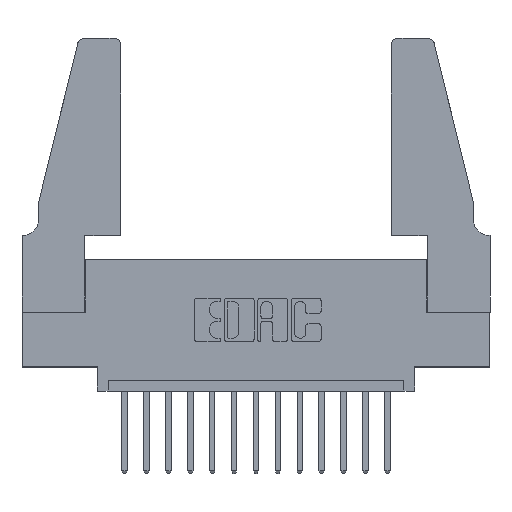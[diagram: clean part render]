
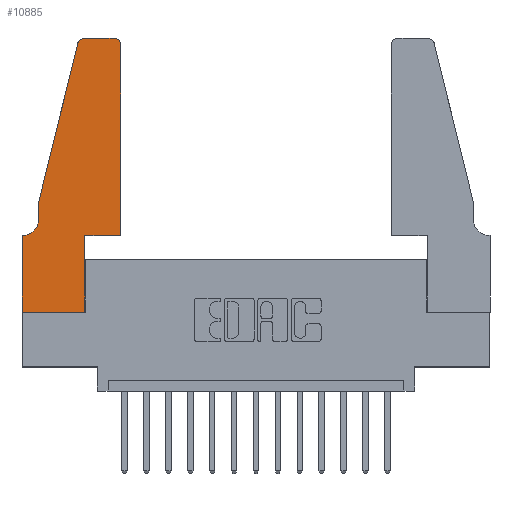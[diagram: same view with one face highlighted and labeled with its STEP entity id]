
A CAD part, top view. The second image highlights one B-rep face of the part: STEP entity #10885.
In plain terms, the highlighted planar face has unit normal (0, 0, 1).
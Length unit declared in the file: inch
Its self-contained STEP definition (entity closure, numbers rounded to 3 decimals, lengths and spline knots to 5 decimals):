
#49 = FACE_OUTER_BOUND ( 'NONE', #10205, .T. ) ;
#736 = LINE ( 'NONE', #13793, #5355 ) ;
#778 = DIRECTION ( 'NONE',  ( 1., 0., 0. ) ) ;
#814 = DIRECTION ( 'NONE',  ( 1., 0., 0. ) ) ;
#1026 = VECTOR ( 'NONE', #13993, 39.37008 ) ;
#1124 = CARTESIAN_POINT ( 'NONE',  ( 0., 0.35, 0.37 ) ) ;
#1285 = LINE ( 'NONE', #12293, #13648 ) ;
#1323 = CIRCLE ( 'NONE', #15452, 0.07 ) ;
#1448 = LINE ( 'NONE', #8272, #3382 ) ;
#1534 = VERTEX_POINT ( 'NONE', #3832 ) ;
#2052 = CARTESIAN_POINT ( 'NONE',  ( 0.25487, 1.22718, 0.37 ) ) ;
#2438 = EDGE_CURVE ( 'NONE', #13197, #8328, #1323, .T. ) ;
#2787 = EDGE_CURVE ( 'NONE', #8328, #15003, #8034, .T. ) ;
#2808 = VERTEX_POINT ( 'NONE', #7996 ) ;
#3237 = CARTESIAN_POINT ( 'NONE',  ( 0.4505, 0.35, 0.37 ) ) ;
#3382 = VECTOR ( 'NONE', #9551, 39.37008 ) ;
#3394 = ORIENTED_EDGE ( 'NONE', *, *, #7349, .T. ) ;
#3659 = EDGE_CURVE ( 'NONE', #2808, #10442, #5421, .T. ) ;
#3827 = DIRECTION ( 'NONE',  ( 0., 0., -1. ) ) ;
#3832 = CARTESIAN_POINT ( 'NONE',  ( 0.0755, 0.5, 0.37 ) ) ;
#3862 = CARTESIAN_POINT ( 'NONE',  ( 0.0755, 0.42, 0.37 ) ) ;
#4129 = VECTOR ( 'NONE', #5507, 39.37008 ) ;
#4280 = EDGE_CURVE ( 'NONE', #13830, #2808, #10847, .T. ) ;
#4302 = ORIENTED_EDGE ( 'NONE', *, *, #2787, .T. ) ;
#4516 = ORIENTED_EDGE ( 'NONE', *, *, #15014, .T. ) ;
#4641 = AXIS2_PLACEMENT_3D ( 'NONE', #8858, #7523, #7843 ) ;
#4786 = AXIS2_PLACEMENT_3D ( 'NONE', #11859, #6824, #778 ) ;
#4834 = ORIENTED_EDGE ( 'NONE', *, *, #8680, .T. ) ;
#4889 = DIRECTION ( 'NONE',  ( 0., -1., 0. ) ) ;
#4905 = VERTEX_POINT ( 'NONE', #7517 ) ;
#5129 = EDGE_CURVE ( 'NONE', #14133, #5452, #6723, .T. ) ;
#5320 = EDGE_CURVE ( 'NONE', #8140, #14133, #736, .T. ) ;
#5355 = VECTOR ( 'NONE', #12425, 39.37008 ) ;
#5421 = CIRCLE ( 'NONE', #4786, 0.03 ) ;
#5447 = CARTESIAN_POINT ( 'NONE',  ( 0.0755, 0.5, 0.37 ) ) ;
#5452 = VERTEX_POINT ( 'NONE', #10259 ) ;
#5507 = DIRECTION ( 'NONE',  ( 0., 1., 0. ) ) ;
#6265 = ORIENTED_EDGE ( 'NONE', *, *, #2438, .T. ) ;
#6502 = CARTESIAN_POINT ( 'NONE',  ( 0., 0., 0.37 ) ) ;
#6580 = CARTESIAN_POINT ( 'NONE',  ( 0.0755, 0.35, 0.37 ) ) ;
#6723 = LINE ( 'NONE', #3237, #13917 ) ;
#6824 = DIRECTION ( 'NONE',  ( 0., 0., 1. ) ) ;
#6839 = CIRCLE ( 'NONE', #4641, 0.03 ) ;
#6881 = VECTOR ( 'NONE', #12792, 39.37008 ) ;
#6895 = LINE ( 'NONE', #5447, #10589 ) ;
#6957 = CARTESIAN_POINT ( 'NONE',  ( 0., 0.35, 0.37 ) ) ;
#7052 = VERTEX_POINT ( 'NONE', #11393 ) ;
#7164 = ORIENTED_EDGE ( 'NONE', *, *, #5320, .T. ) ;
#7349 = EDGE_CURVE ( 'NONE', #1534, #13197, #1448, .T. ) ;
#7517 = CARTESIAN_POINT ( 'NONE',  ( 0., 0., 0.37 ) ) ;
#7523 = DIRECTION ( 'NONE',  ( 0., 0., 1. ) ) ;
#7557 = CARTESIAN_POINT ( 'NONE',  ( 0.0055, 0.42, 0.37 ) ) ;
#7843 = DIRECTION ( 'NONE',  ( 1., 0., 0. ) ) ;
#7996 = CARTESIAN_POINT ( 'NONE',  ( 0.284, 1.25, 0.37 ) ) ;
#8034 = LINE ( 'NONE', #6580, #6881 ) ;
#8041 = PLANE ( 'NONE',  #8798 ) ;
#8112 = VECTOR ( 'NONE', #10776, 39.37008 ) ;
#8140 = VERTEX_POINT ( 'NONE', #12891 ) ;
#8228 = CARTESIAN_POINT ( 'NONE',  ( 0.2605, 1.25, 0.37 ) ) ;
#8272 = CARTESIAN_POINT ( 'NONE',  ( 0.0755, 0.5, 0.37 ) ) ;
#8328 = VERTEX_POINT ( 'NONE', #14387 ) ;
#8536 = ORIENTED_EDGE ( 'NONE', *, *, #3659, .T. ) ;
#8680 = EDGE_CURVE ( 'NONE', #4905, #7052, #9746, .T. ) ;
#8798 = AXIS2_PLACEMENT_3D ( 'NONE', #6957, #15617, #814 ) ;
#8858 = CARTESIAN_POINT ( 'NONE',  ( 0.4205, 1.22, 0.37 ) ) ;
#9551 = DIRECTION ( 'NONE',  ( 0., -1., 0. ) ) ;
#9746 = LINE ( 'NONE', #6502, #1026 ) ;
#9942 = LINE ( 'NONE', #11898, #4129 ) ;
#10205 = EDGE_LOOP ( 'NONE', ( #14165, #8536, #11785, #3394, #6265, #4302, #4516, #4834, #12071, #7164, #14821, #14956 ) ) ;
#10259 = CARTESIAN_POINT ( 'NONE',  ( 0.4505, 1.22, 0.37 ) ) ;
#10442 = VERTEX_POINT ( 'NONE', #2052 ) ;
#10589 = VECTOR ( 'NONE', #13023, 39.37008 ) ;
#10776 = DIRECTION ( 'NONE',  ( -1., 0., 0. ) ) ;
#10847 = LINE ( 'NONE', #8228, #8112 ) ;
#10885 = ADVANCED_FACE ( 'NONE', ( #49 ), #8041, .T. ) ;
#11393 = CARTESIAN_POINT ( 'NONE',  ( 0.2865, 0., 0.37 ) ) ;
#11785 = ORIENTED_EDGE ( 'NONE', *, *, #13973, .T. ) ;
#11859 = CARTESIAN_POINT ( 'NONE',  ( 0.284, 1.22, 0.37 ) ) ;
#11898 = CARTESIAN_POINT ( 'NONE',  ( 0.2865, 0.35, 0.37 ) ) ;
#12071 = ORIENTED_EDGE ( 'NONE', *, *, #15765, .T. ) ;
#12293 = CARTESIAN_POINT ( 'NONE',  ( 0., 0., 0.37 ) ) ;
#12425 = DIRECTION ( 'NONE',  ( 1., 0., 0. ) ) ;
#12686 = CARTESIAN_POINT ( 'NONE',  ( 0.4205, 1.25, 0.37 ) ) ;
#12792 = DIRECTION ( 'NONE',  ( -1., 0., 0. ) ) ;
#12891 = CARTESIAN_POINT ( 'NONE',  ( 0.2865, 0.35, 0.37 ) ) ;
#13023 = DIRECTION ( 'NONE',  ( -0.239, -0.971, 0. ) ) ;
#13197 = VERTEX_POINT ( 'NONE', #3862 ) ;
#13291 = DIRECTION ( 'NONE',  ( 0., 1., 0. ) ) ;
#13648 = VECTOR ( 'NONE', #4889, 39.37008 ) ;
#13728 = DIRECTION ( 'NONE',  ( -1., 0., 0. ) ) ;
#13793 = CARTESIAN_POINT ( 'NONE',  ( 0.4505, 0.35, 0.37 ) ) ;
#13830 = VERTEX_POINT ( 'NONE', #12686 ) ;
#13917 = VECTOR ( 'NONE', #13291, 39.37008 ) ;
#13973 = EDGE_CURVE ( 'NONE', #10442, #1534, #6895, .T. ) ;
#13993 = DIRECTION ( 'NONE',  ( 1., 0., 0. ) ) ;
#14133 = VERTEX_POINT ( 'NONE', #14414 ) ;
#14165 = ORIENTED_EDGE ( 'NONE', *, *, #4280, .T. ) ;
#14387 = CARTESIAN_POINT ( 'NONE',  ( 0.0055, 0.35, 0.37 ) ) ;
#14414 = CARTESIAN_POINT ( 'NONE',  ( 0.4505, 0.35, 0.37 ) ) ;
#14821 = ORIENTED_EDGE ( 'NONE', *, *, #5129, .T. ) ;
#14956 = ORIENTED_EDGE ( 'NONE', *, *, #15603, .T. ) ;
#15003 = VERTEX_POINT ( 'NONE', #1124 ) ;
#15014 = EDGE_CURVE ( 'NONE', #15003, #4905, #1285, .T. ) ;
#15452 = AXIS2_PLACEMENT_3D ( 'NONE', #7557, #3827, #13728 ) ;
#15603 = EDGE_CURVE ( 'NONE', #5452, #13830, #6839, .T. ) ;
#15617 = DIRECTION ( 'NONE',  ( 0., 0., 1. ) ) ;
#15765 = EDGE_CURVE ( 'NONE', #7052, #8140, #9942, .T. ) ;
